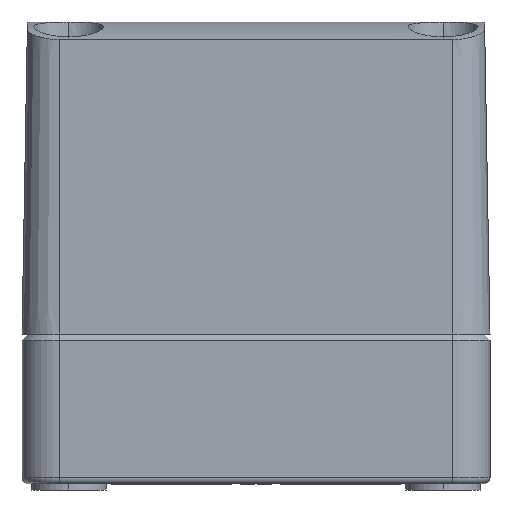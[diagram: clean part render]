
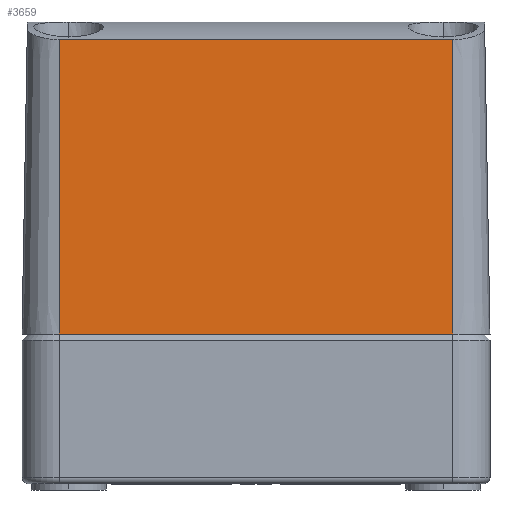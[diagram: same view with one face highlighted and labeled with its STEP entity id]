
A CAD part, left-side view. The second image highlights one B-rep face of the part: STEP entity #3659.
In plain terms, the highlighted planar face has unit normal (-1, 0, 0.018).
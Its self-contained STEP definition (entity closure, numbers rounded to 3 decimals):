
#494=DIRECTION('',(0.,1.,0.));
#495=VECTOR('',#494,63.);
#496=CARTESIAN_POINT('',(-61.677,-31.5,47.176));
#497=LINE('',#496,#495);
#579=CARTESIAN_POINT('',(-61.677,31.5,47.176));
#581=DIRECTION('',(0.017,0.,1.));
#582=VECTOR('',#581,47.184);
#583=CARTESIAN_POINT('',(-62.5,31.5,0.));
#584=LINE('',#583,#582);
#590=DIRECTION('',(0.,1.,0.));
#591=VECTOR('',#590,63.);
#592=CARTESIAN_POINT('',(-62.5,-31.5,0.));
#593=LINE('',#592,#591);
#603=DIRECTION('',(-0.017,0.,-1.));
#604=VECTOR('',#603,47.184);
#605=CARTESIAN_POINT('',(-61.677,-31.5,47.176));
#606=LINE('',#605,#604);
#3144=VERTEX_POINT('',#579);
#3145=CARTESIAN_POINT('',(-62.5,31.5,0.));
#3146=VERTEX_POINT('',#3145);
#3158=CARTESIAN_POINT('',(-62.5,-31.5,0.));
#3159=VERTEX_POINT('',#3158);
#3160=CARTESIAN_POINT('',(-61.677,-31.5,47.176));
#3161=VERTEX_POINT('',#3160);
#3646=CARTESIAN_POINT('',(-62.5,-40.363,0.));
#3647=DIRECTION('',(-1.,0.,0.017));
#3648=DIRECTION('',(0.,1.,0.));
#3649=AXIS2_PLACEMENT_3D('',#3646,#3647,#3648);
#3650=PLANE('',#3649);
#3651=ORIENTED_EDGE('',*,*,#3639,.T.);
#3652=ORIENTED_EDGE('',*,*,#3615,.F.);
#3654=ORIENTED_EDGE('',*,*,#3653,.T.);
#3656=ORIENTED_EDGE('',*,*,#3655,.T.);
#3657=EDGE_LOOP('',(#3651,#3652,#3654,#3656));
#3658=FACE_OUTER_BOUND('',#3657,.F.);
#3659=ADVANCED_FACE('',(#3658),#3650,.T.);
#3615=EDGE_CURVE('',#3161,#3144,#497,.T.);
#3639=EDGE_CURVE('',#3146,#3144,#584,.T.);
#3653=EDGE_CURVE('',#3161,#3159,#606,.T.);
#3655=EDGE_CURVE('',#3159,#3146,#593,.T.);
